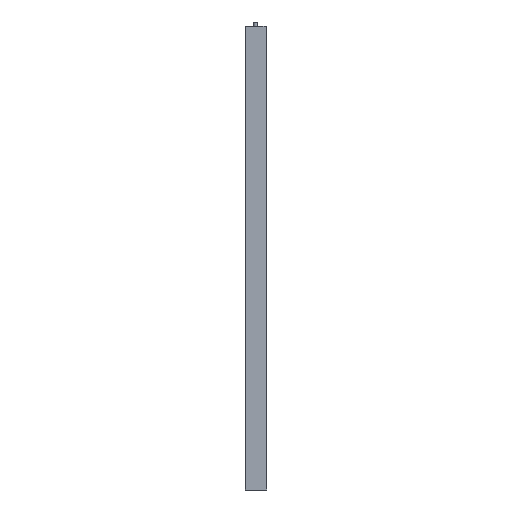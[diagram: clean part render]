
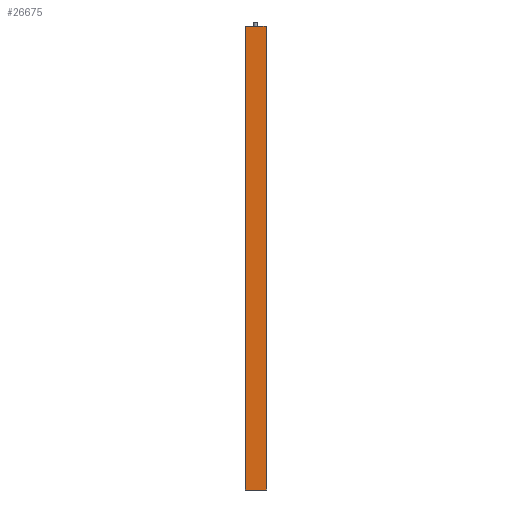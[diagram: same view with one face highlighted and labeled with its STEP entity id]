
A CAD part, left-side view. The second image highlights one B-rep face of the part: STEP entity #26675.
In plain terms, the highlighted planar face has unit normal (-1, 0.024, 0).
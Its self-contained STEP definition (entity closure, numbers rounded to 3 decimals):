
#2684 = VERTEX_POINT ( 'NONE', #19788 ) ;
#2933 = CARTESIAN_POINT ( 'NONE',  ( -8.102, -0.281, -417. ) ) ;
#3162 = LINE ( 'NONE', #14396, #9790 ) ;
#3731 = CARTESIAN_POINT ( 'NONE',  ( -8.102, -0.281, -417. ) ) ;
#4098 = CARTESIAN_POINT ( 'NONE',  ( -8.102, -0.281, 417. ) ) ;
#4840 = ORIENTED_EDGE ( 'NONE', *, *, #7869, .F. ) ;
#5480 = CARTESIAN_POINT ( 'NONE',  ( -8.102, -0.281, -417. ) ) ;
#6303 = DIRECTION ( 'NONE',  ( 0., 0., 1. ) ) ;
#6834 = ORIENTED_EDGE ( 'NONE', *, *, #35180, .F. ) ;
#7560 = AXIS2_PLACEMENT_3D ( 'NONE', #5480, #8254, #19496 ) ;
#7869 = EDGE_CURVE ( 'NONE', #8680, #2684, #18810, .T. ) ;
#8254 = DIRECTION ( 'NONE',  ( 1., -0.024, 0. ) ) ;
#8680 = VERTEX_POINT ( 'NONE', #2933 ) ;
#8911 = DIRECTION ( 'NONE',  ( 0.024, 1., 0. ) ) ;
#9790 = VECTOR ( 'NONE', #17348, 1000. ) ;
#10702 = CARTESIAN_POINT ( 'NONE',  ( -8.102, -0.281, -417. ) ) ;
#11122 = VECTOR ( 'NONE', #16583, 1000. ) ;
#12206 = LINE ( 'NONE', #3731, #23956 ) ;
#12401 = LINE ( 'NONE', #20333, #34257 ) ;
#14396 = CARTESIAN_POINT ( 'NONE',  ( -7.227, 36.312, -417. ) ) ;
#16583 = DIRECTION ( 'NONE',  ( 0.024, 1., 0. ) ) ;
#17348 = DIRECTION ( 'NONE',  ( 0., 0., 1. ) ) ;
#18810 = LINE ( 'NONE', #10702, #11122 ) ;
#19496 = DIRECTION ( 'NONE',  ( 0.024, 1., 0. ) ) ;
#19788 = CARTESIAN_POINT ( 'NONE',  ( -7.227, 36.312, -417. ) ) ;
#20333 = CARTESIAN_POINT ( 'NONE',  ( -8.102, -0.281, 417. ) ) ;
#22443 = PLANE ( 'NONE',  #7560 ) ;
#23956 = VECTOR ( 'NONE', #6303, 1000. ) ;
#24119 = EDGE_CURVE ( 'NONE', #29815, #27405, #12401, .T. ) ;
#26675 = ADVANCED_FACE ( 'NONE', ( #36296 ), #22443, .F. ) ;
#27405 = VERTEX_POINT ( 'NONE', #29958 ) ;
#29074 = ORIENTED_EDGE ( 'NONE', *, *, #24119, .T. ) ;
#29815 = VERTEX_POINT ( 'NONE', #4098 ) ;
#29958 = CARTESIAN_POINT ( 'NONE',  ( -7.227, 36.312, 417. ) ) ;
#33540 = ORIENTED_EDGE ( 'NONE', *, *, #35724, .T. ) ;
#34257 = VECTOR ( 'NONE', #8911, 1000. ) ;
#34843 = EDGE_LOOP ( 'NONE', ( #29074, #6834, #4840, #33540 ) ) ;
#35180 = EDGE_CURVE ( 'NONE', #2684, #27405, #3162, .T. ) ;
#35724 = EDGE_CURVE ( 'NONE', #8680, #29815, #12206, .T. ) ;
#36296 = FACE_OUTER_BOUND ( 'NONE', #34843, .T. ) ;
